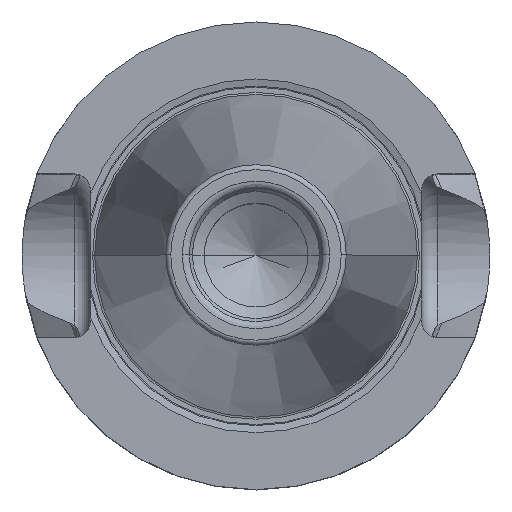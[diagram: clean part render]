
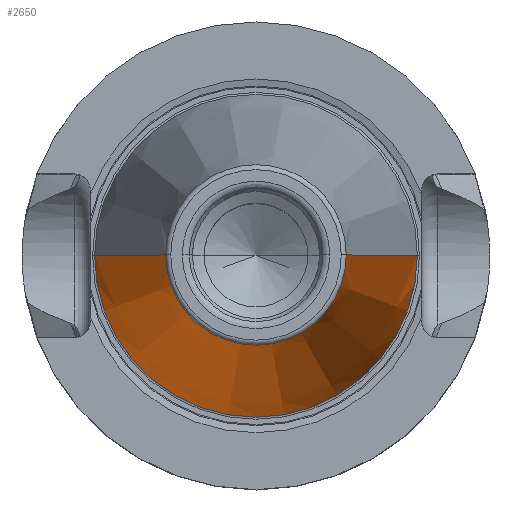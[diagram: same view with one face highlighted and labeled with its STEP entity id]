
A CAD part, top view. The second image highlights one B-rep face of the part: STEP entity #2650.
In plain terms, the highlighted conical face has half-angle 8.297 degrees and reference radius 12.377 mm.
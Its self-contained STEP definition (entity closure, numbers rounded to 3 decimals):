
#1143=CARTESIAN_POINT('',(0.,0.,0.));
#1144=DIRECTION('',(0.,0.,-1.));
#1145=DIRECTION('',(1.,0.,0.));
#1146=AXIS2_PLACEMENT_3D('',#1143,#1144,#1145);
#1159=DIRECTION('',(-0.144,0.,0.99));
#1160=VECTOR('',#1159,48.48);
#1161=CARTESIAN_POINT('',(15.875,0.,0.));
#1162=LINE('',#1161,#1160);
#1166=DIRECTION('',(0.144,0.,0.99));
#1167=VECTOR('',#1166,48.48);
#1168=CARTESIAN_POINT('',(-15.875,0.,0.));
#1169=LINE('',#1168,#1167);
#1173=CARTESIAN_POINT('',(0.,0.,47.972));
#1174=DIRECTION('',(0.,0.,-1.));
#1175=DIRECTION('',(1.,0.,0.));
#1176=AXIS2_PLACEMENT_3D('',#1173,#1174,#1175);
#1708=CARTESIAN_POINT('',(8.879,0.,47.972));
#1710=VERTEX_POINT('',#1708);
#1712=CARTESIAN_POINT('',(-8.879,0.,47.972));
#1714=VERTEX_POINT('',#1712);
#1732=CARTESIAN_POINT('',(15.875,0.,0.));
#1733=VERTEX_POINT('',#1732);
#1734=CARTESIAN_POINT('',(-15.875,0.,0.));
#1735=VERTEX_POINT('',#1734);
#2638=CARTESIAN_POINT('',(0.,0.,23.986));
#2639=DIRECTION('',(0.,0.,-1.));
#2640=DIRECTION('',(-1.,0.,0.));
#2641=AXIS2_PLACEMENT_3D('',#2638,#2639,#2640);
#2642=CONICAL_SURFACE('',#2641,12.377,8.297);
#2643=ORIENTED_EDGE('',*,*,#2605,.T.);
#2644=ORIENTED_EDGE('',*,*,#2633,.T.);
#2646=ORIENTED_EDGE('',*,*,#2645,.F.);
#2647=ORIENTED_EDGE('',*,*,#2629,.F.);
#2648=EDGE_LOOP('',(#2643,#2644,#2646,#2647));
#2649=FACE_OUTER_BOUND('',#2648,.F.);
#1147=CIRCLE('',#1146,15.875);
#1177=CIRCLE('',#1176,8.879);
#2605=EDGE_CURVE('',#1733,#1735,#1147,.T.);
#2629=EDGE_CURVE('',#1733,#1710,#1162,.T.);
#2633=EDGE_CURVE('',#1735,#1714,#1169,.T.);
#2645=EDGE_CURVE('',#1710,#1714,#1177,.T.);
#2650=ADVANCED_FACE('',(#2649),#2642,.T.);
